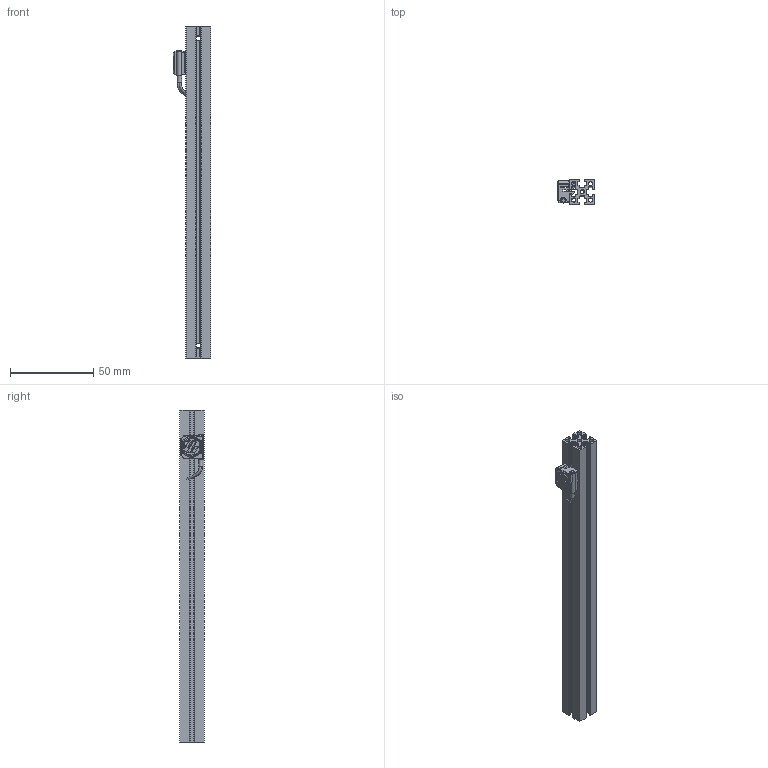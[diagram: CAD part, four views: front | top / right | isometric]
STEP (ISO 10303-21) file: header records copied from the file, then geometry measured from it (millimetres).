
FILE_DESCRIPTION(('HOOPS Exchange Step'),'2;1');
FILE_NAME('temp_export','2025-05-30T10:19:41-04:00',('tariel'),('Shapr3D Limited'),'HOOPS Exchange 2024.8','Shapr3D','Authorized');
FILE_SCHEMA( ('AP242_MANAGED_MODEL_BASED_3D_ENGINEERING_MIM_LF {1 0 10303 442 1 1 4}') );
Length unit declared in the file: millimetre
Products named in the file (6): Thermistor:1 (1); Thermistor Mount; 1515_200mm - C:4; Extrusions (1):1; Frame:1; root
Assembly tree (5 placements, depth 4):
  root
    Thermistor Mount
      Thermistor:1 (1)
    Frame:1
      Extrusions (1):1
        1515_200mm - C:4
Bounding box: 22.39 x 15 x 200 mm (x, y, z)
Volume: 23817.2 mm3; surface area: 32693.1 mm2
Topology: 3 solids, 3 shells, 276 faces, 761 edges, 493 vertices
Faces by surface type: plane 155, cylinder 91, bspline 12, cone 12, torus 6
Full cylindrical faces by diameter (mm): 2.55 x7, 3 x3
Entity records: 10387 total; most frequent: CARTESIAN_POINT 3108, ORIENTED_EDGE 1522, DIRECTION 1453, EDGE_CURVE 761, VERTEX_POINT 493, VECTOR 493, LINE 493, AXIS2_PLACEMENT_3D 480
